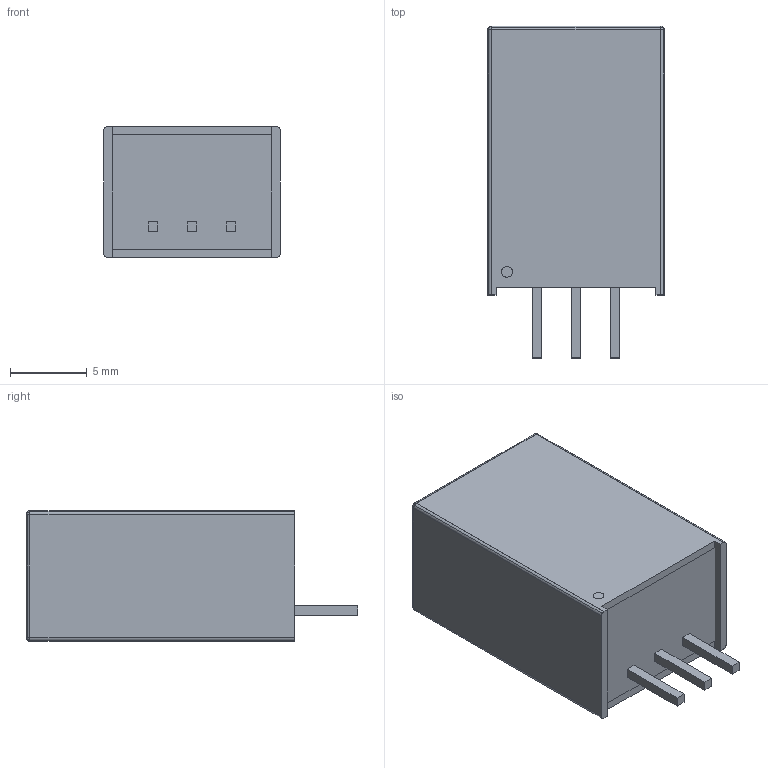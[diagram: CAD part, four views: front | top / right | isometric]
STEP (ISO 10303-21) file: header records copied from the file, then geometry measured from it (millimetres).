
FILE_DESCRIPTION(('FreeCAD Model'),'2;1');
FILE_NAME('R-78B-2.0_3D_20190826.STEP','2019-08-26T13:19:45',('Author'),('' ),'Open CASCADE STEP processor 7.3','FreeCAD','Unknown');
FILE_SCHEMA(('AUTOMOTIVE_DESIGN { 1 0 10303 214 1 1 1 1 }'));
Length unit declared in the file: millimetre
Products named in the file (5): R-78B-2.0_case; R-78B-2.0_pin3(+Vout); R-78B-2.0_pin21(GND); R-78B-2.0_pin1(+Vin); R-78B-2.0_potting
Bounding box: 11.5 x 21.6 x 8.51 mm (x, y, z)
Volume: 1672.5 mm3; surface area: 2253.2 mm2
Topology: 5 solids, 5 shells, 68 faces, 149 edges, 92 vertices
Faces by surface type: plane 42, cylinder 18, sphere 8
Entity records: 2264 total; most frequent: DIRECTION 327, CARTESIAN_POINT 310, ORIENTED_EDGE 298, EDGE_CURVE 149, AXIS2_PLACEMENT_3D 109, LINE 109, VECTOR 109, VERTEX_POINT 92
